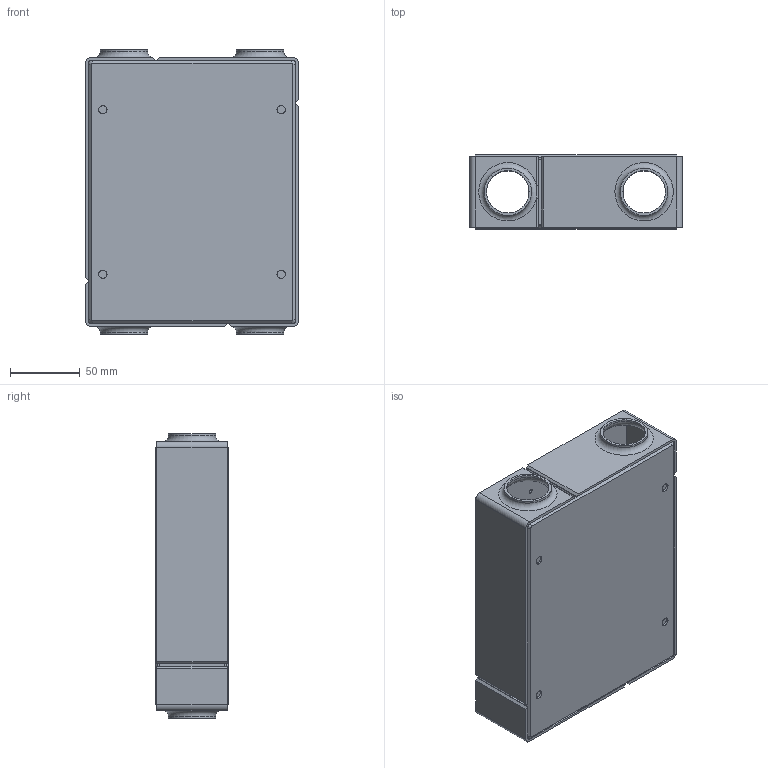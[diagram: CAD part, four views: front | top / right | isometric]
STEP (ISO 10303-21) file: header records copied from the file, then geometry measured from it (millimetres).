
FILE_DESCRIPTION(/* description */ (''),/* implementation_level */ '2;1');
FILE_NAME(/* name */ 'P4 20 Cells.stp',/* time_stamp */ '2020-12-03T15:07:59+01:00',/* author */ (''),/* organization */ (''),/* preprocessor_version */ 'ST-DEVELOPER v16',/* originating_system */ 'SIEMENS PLM Software NX 11.0',/* authorisation */ '');
FILE_SCHEMA (('AP203_CONFIGURATION_CONTROLLED_3D_DESIGN_OF_MECHANICAL_PARTS_AND_ASSEMBLIES_MIM_LF { 1 0 10303 403 2 1 2}'));
Length unit declared in the file: millimetre
Products named in the file (6): 100716370001_00F; 100716390001_00G; 100716360001_00G; 100748420001_00D_MODEL; 100748410001_00E_MODEL; 100929500001_00A
Assembly tree (8 placements, depth 4):
  100929500001_00A
    100748410001_00E_MODEL
      100748420001_00D_MODEL
        100716370001_00F  x2
      100716360001_00G  x2
      100716390001_00G  x2
Bounding box: 152.95 x 53 x 204.45 mm (x, y, z)
Volume: 230603 mm3; surface area: 184958.7 mm2
Topology: 6 solids, 6 shells, 140 faces, 326 edges, 216 vertices
Faces by surface type: plane 82, cylinder 40, cone 8, torus 8, bspline 2
Full cylindrical faces by diameter (mm): 1.35 x4, 3.1 x4, 6 x8, 30.5 x4, 34 x4
Entity records: 2588 total; most frequent: DIRECTION 334, CARTESIAN_POINT 325, ORIENTED_EDGE 268, EDGE_CURVE 134, AXIS2_PLACEMENT_3D 126, EDGE_LOOP 99, VERTEX_POINT 95, LINE 82
